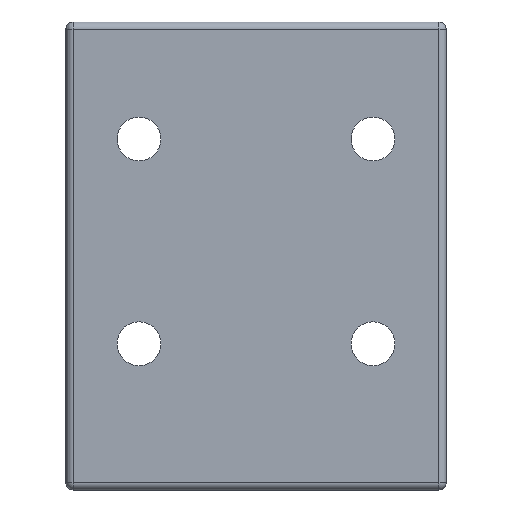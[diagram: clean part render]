
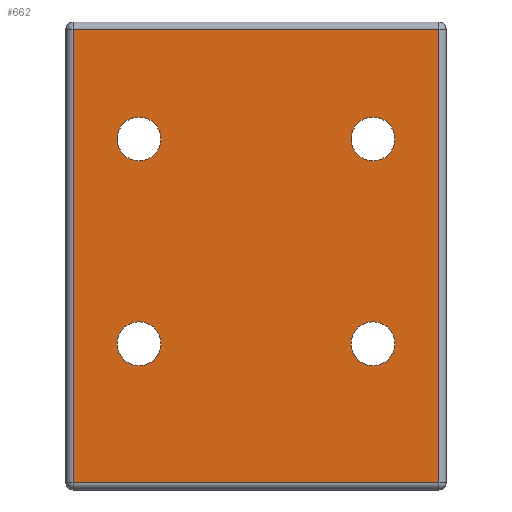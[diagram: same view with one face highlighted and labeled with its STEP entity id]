
A CAD part, front view. The second image highlights one B-rep face of the part: STEP entity #662.
In plain terms, the highlighted planar face has unit normal (0, -1, 0).
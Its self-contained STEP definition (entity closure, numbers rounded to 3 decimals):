
#5 = DIRECTION ( 'NONE',  ( 0., 0., -1. ) ) ;
#18 = DIRECTION ( 'NONE',  ( 0., -1., 0. ) ) ;
#20 = EDGE_CURVE ( 'NONE', #52, #1250, #912, .T. ) ;
#52 = VERTEX_POINT ( 'NONE', #976 ) ;
#84 = EDGE_CURVE ( 'NONE', #710, #498, #886, .T. ) ;
#92 = EDGE_LOOP ( 'NONE', ( #804, #1270 ) ) ;
#95 = EDGE_CURVE ( 'NONE', #355, #710, #349, .T. ) ;
#101 = CIRCLE ( 'NONE', #302, 1.5 ) ;
#162 = CARTESIAN_POINT ( 'NONE',  ( 25.5, 0., 2. ) ) ;
#177 = EDGE_CURVE ( 'NONE', #1184, #781, #526, .T. ) ;
#184 = CARTESIAN_POINT ( 'NONE',  ( 21., 0., 25.5 ) ) ;
#199 = DIRECTION ( 'NONE',  ( 0., -1., 0. ) ) ;
#218 = LINE ( 'NONE', #409, #345 ) ;
#219 = DIRECTION ( 'NONE',  ( 0., 0., -1. ) ) ;
#229 = EDGE_CURVE ( 'NONE', #1370, #670, #395, .T. ) ;
#244 = DIRECTION ( 'NONE',  ( -1., 0., 0. ) ) ;
#259 = EDGE_LOOP ( 'NONE', ( #1218, #1227 ) ) ;
#264 = CARTESIAN_POINT ( 'NONE',  ( 0., 0., 2. ) ) ;
#281 = DIRECTION ( 'NONE',  ( 0., 0., -1. ) ) ;
#284 = AXIS2_PLACEMENT_3D ( 'NONE', #479, #18, #896 ) ;
#293 = DIRECTION ( 'NONE',  ( 0., 0., -1. ) ) ;
#302 = AXIS2_PLACEMENT_3D ( 'NONE', #971, #327, #5 ) ;
#313 = ORIENTED_EDGE ( 'NONE', *, *, #1086, .F. ) ;
#317 = ORIENTED_EDGE ( 'NONE', *, *, #177, .F. ) ;
#319 = AXIS2_PLACEMENT_3D ( 'NONE', #816, #497, #1021 ) ;
#327 = DIRECTION ( 'NONE',  ( 0., -1., 0. ) ) ;
#328 = DIRECTION ( 'NONE',  ( 0., 0., -1. ) ) ;
#345 = VECTOR ( 'NONE', #973, 1000. ) ;
#349 = LINE ( 'NONE', #464, #1195 ) ;
#355 = VERTEX_POINT ( 'NONE', #1269 ) ;
#368 = ORIENTED_EDGE ( 'NONE', *, *, #854, .F. ) ;
#394 = CARTESIAN_POINT ( 'NONE',  ( 21., 0., 10. ) ) ;
#395 = CIRCLE ( 'NONE', #1305, 1.5 ) ;
#409 = CARTESIAN_POINT ( 'NONE',  ( 0., 0., 0.5 ) ) ;
#418 = AXIS2_PLACEMENT_3D ( 'NONE', #1034, #512, #293 ) ;
#430 = EDGE_LOOP ( 'NONE', ( #313, #317 ) ) ;
#464 = CARTESIAN_POINT ( 'NONE',  ( 0., 0., 31.5 ) ) ;
#466 = CIRCLE ( 'NONE', #554, 1.5 ) ;
#479 = CARTESIAN_POINT ( 'NONE',  ( 5., 0., 24. ) ) ;
#481 = CARTESIAN_POINT ( 'NONE',  ( 5., 0., 8.5 ) ) ;
#497 = DIRECTION ( 'NONE',  ( 0., -1., 0. ) ) ;
#498 = VERTEX_POINT ( 'NONE', #538 ) ;
#509 = EDGE_CURVE ( 'NONE', #498, #1171, #218, .T. ) ;
#512 = DIRECTION ( 'NONE',  ( 0., -1., 0. ) ) ;
#526 = CIRCLE ( 'NONE', #319, 1.5 ) ;
#528 = AXIS2_PLACEMENT_3D ( 'NONE', #264, #597, #922 ) ;
#538 = CARTESIAN_POINT ( 'NONE',  ( 0.5, 0., 0.5 ) ) ;
#554 = AXIS2_PLACEMENT_3D ( 'NONE', #888, #921, #1099 ) ;
#560 = CARTESIAN_POINT ( 'NONE',  ( 5., 0., 11.5 ) ) ;
#563 = CARTESIAN_POINT ( 'NONE',  ( 0.5, 0., 31.5 ) ) ;
#586 = DIRECTION ( 'NONE',  ( 0., 0., 1. ) ) ;
#591 = CARTESIAN_POINT ( 'NONE',  ( 21., 0., 22.5 ) ) ;
#597 = DIRECTION ( 'NONE',  ( 0., 1., 0. ) ) ;
#599 = CIRCLE ( 'NONE', #284, 1.5 ) ;
#606 = CIRCLE ( 'NONE', #826, 1.5 ) ;
#640 = DIRECTION ( 'NONE',  ( 0., -1., 0. ) ) ;
#662 = ADVANCED_FACE ( 'NONE', ( #1095, #796, #1223, #1331, #1230 ), #699, .F. ) ;
#670 = VERTEX_POINT ( 'NONE', #591 ) ;
#699 = PLANE ( 'NONE',  #528 ) ;
#702 = EDGE_LOOP ( 'NONE', ( #1108, #988, #1245, #1237 ) ) ;
#710 = VERTEX_POINT ( 'NONE', #563 ) ;
#724 = CARTESIAN_POINT ( 'NONE',  ( 21., 0., 24. ) ) ;
#732 = EDGE_LOOP ( 'NONE', ( #1364, #368 ) ) ;
#776 = CIRCLE ( 'NONE', #418, 1.5 ) ;
#781 = VERTEX_POINT ( 'NONE', #481 ) ;
#796 = FACE_BOUND ( 'NONE', #430, .T. ) ;
#804 = ORIENTED_EDGE ( 'NONE', *, *, #20, .F. ) ;
#816 = CARTESIAN_POINT ( 'NONE',  ( 5., 0., 10. ) ) ;
#826 = AXIS2_PLACEMENT_3D ( 'NONE', #394, #1131, #281 ) ;
#831 = EDGE_CURVE ( 'NONE', #1323, #864, #466, .T. ) ;
#854 = EDGE_CURVE ( 'NONE', #864, #1323, #606, .T. ) ;
#864 = VERTEX_POINT ( 'NONE', #936 ) ;
#886 = LINE ( 'NONE', #1303, #1365 ) ;
#888 = CARTESIAN_POINT ( 'NONE',  ( 21., 0., 10. ) ) ;
#896 = DIRECTION ( 'NONE',  ( 0., 0., -1. ) ) ;
#897 = DIRECTION ( 'NONE',  ( 0., 0., -1. ) ) ;
#912 = CIRCLE ( 'NONE', #1239, 1.5 ) ;
#921 = DIRECTION ( 'NONE',  ( 0., -1., 0. ) ) ;
#922 = DIRECTION ( 'NONE',  ( 0., 0., 1. ) ) ;
#936 = CARTESIAN_POINT ( 'NONE',  ( 21., 0., 11.5 ) ) ;
#967 = EDGE_CURVE ( 'NONE', #670, #1370, #776, .T. ) ;
#971 = CARTESIAN_POINT ( 'NONE',  ( 5., 0., 10. ) ) ;
#973 = DIRECTION ( 'NONE',  ( 1., 0., 0. ) ) ;
#976 = CARTESIAN_POINT ( 'NONE',  ( 5., 0., 22.5 ) ) ;
#988 = ORIENTED_EDGE ( 'NONE', *, *, #509, .T. ) ;
#1014 = CARTESIAN_POINT ( 'NONE',  ( 25.5, 0., 0.5 ) ) ;
#1021 = DIRECTION ( 'NONE',  ( 0., 0., -1. ) ) ;
#1034 = CARTESIAN_POINT ( 'NONE',  ( 21., 0., 24. ) ) ;
#1086 = EDGE_CURVE ( 'NONE', #781, #1184, #101, .T. ) ;
#1095 = FACE_OUTER_BOUND ( 'NONE', #702, .T. ) ;
#1097 = LINE ( 'NONE', #162, #1264 ) ;
#1099 = DIRECTION ( 'NONE',  ( 0., 0., -1. ) ) ;
#1108 = ORIENTED_EDGE ( 'NONE', *, *, #84, .T. ) ;
#1131 = DIRECTION ( 'NONE',  ( 0., -1., 0. ) ) ;
#1142 = EDGE_CURVE ( 'NONE', #1171, #355, #1097, .T. ) ;
#1171 = VERTEX_POINT ( 'NONE', #1014 ) ;
#1184 = VERTEX_POINT ( 'NONE', #560 ) ;
#1195 = VECTOR ( 'NONE', #244, 1000. ) ;
#1218 = ORIENTED_EDGE ( 'NONE', *, *, #967, .F. ) ;
#1219 = EDGE_CURVE ( 'NONE', #1250, #52, #599, .T. ) ;
#1223 = FACE_BOUND ( 'NONE', #259, .T. ) ;
#1227 = ORIENTED_EDGE ( 'NONE', *, *, #229, .F. ) ;
#1230 = FACE_BOUND ( 'NONE', #732, .T. ) ;
#1237 = ORIENTED_EDGE ( 'NONE', *, *, #95, .T. ) ;
#1239 = AXIS2_PLACEMENT_3D ( 'NONE', #1287, #640, #328 ) ;
#1245 = ORIENTED_EDGE ( 'NONE', *, *, #1142, .T. ) ;
#1250 = VERTEX_POINT ( 'NONE', #1297 ) ;
#1264 = VECTOR ( 'NONE', #586, 1000. ) ;
#1269 = CARTESIAN_POINT ( 'NONE',  ( 25.5, 0., 31.5 ) ) ;
#1270 = ORIENTED_EDGE ( 'NONE', *, *, #1219, .F. ) ;
#1287 = CARTESIAN_POINT ( 'NONE',  ( 5., 0., 24. ) ) ;
#1297 = CARTESIAN_POINT ( 'NONE',  ( 5., 0., 25.5 ) ) ;
#1303 = CARTESIAN_POINT ( 'NONE',  ( 0.5, 0., 2. ) ) ;
#1305 = AXIS2_PLACEMENT_3D ( 'NONE', #724, #199, #219 ) ;
#1323 = VERTEX_POINT ( 'NONE', #1343 ) ;
#1331 = FACE_BOUND ( 'NONE', #92, .T. ) ;
#1343 = CARTESIAN_POINT ( 'NONE',  ( 21., 0., 8.5 ) ) ;
#1364 = ORIENTED_EDGE ( 'NONE', *, *, #831, .F. ) ;
#1365 = VECTOR ( 'NONE', #897, 1000. ) ;
#1370 = VERTEX_POINT ( 'NONE', #184 ) ;
